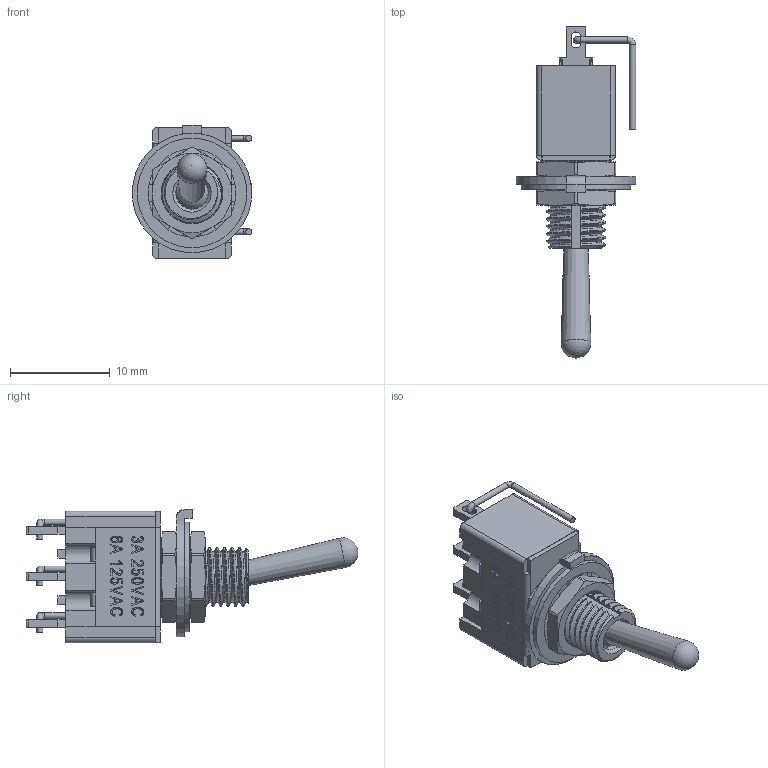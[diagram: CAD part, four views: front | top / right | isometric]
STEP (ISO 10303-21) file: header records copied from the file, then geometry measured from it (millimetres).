
FILE_DESCRIPTION(/* description */ (''),/* implementation_level */ '2;1');
FILE_NAME(/* name */ 'MTS-1xx-A1-blue_with_leads.step',/* time_stamp */ '2022-08-29T16:42:03+03:00',/* author */ (''),/* organization */ (''),/* preprocessor_version */ 'ST-DEVELOPER v19',/* originating_system */ 'Autodesk Translation Framework v11.7.0.108',/* authorisation */ '');
FILE_SCHEMA (('AUTOMOTIVE_DESIGN { 1 0 10303 214 3 1 1 }'));
Products named in the file (8): MTS-1xx-A1-blue; MTS-1xx-Base_TH; MTS-1xx-Handle; MTS-1xx-Contact; MTS-1xx-Pin; MTS-1xx-Terminal1; MTS-1xx-Housing; wires
Assembly tree (7 placements, depth 2):
  MTS-1xx-A1-blue
    MTS-1xx-Base_TH
    MTS-1xx-Handle
    MTS-1xx-Contact
    MTS-1xx-Pin
    MTS-1xx-Terminal1
    MTS-1xx-Housing
    wires
Bounding box: 12 x 33.33 x 13.39 mm (x, y, z)
Volume: 1080.7 mm3; surface area: 3090.6 mm2
Topology: 18 solids, 18 shells, 1276 faces, 3507 edges, 2283 vertices
Faces by surface type: plane 583, cylinder 581, cone 52, bspline 45, torus 11, sphere 4
Full cylindrical faces by diameter (mm): 0.6 x9, 1.48 x2, 1.6 x1, 3.25 x1, 3.55 x1, 4.05 x1, 6 x2, 7 x1, 11 x1
Entity records: 78838 total; most frequent: CARTESIAN_POINT 45461, DIRECTION 7063, ORIENTED_EDGE 7008, EDGE_CURVE 3504, AXIS2_PLACEMENT_3D 2509, VERTEX_POINT 2283, LINE 2045, VECTOR 2045
